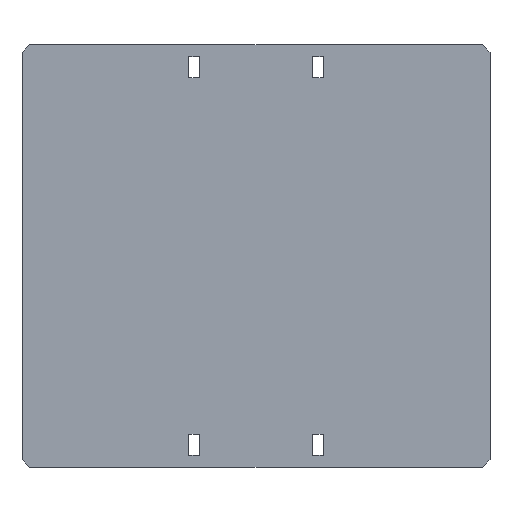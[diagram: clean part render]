
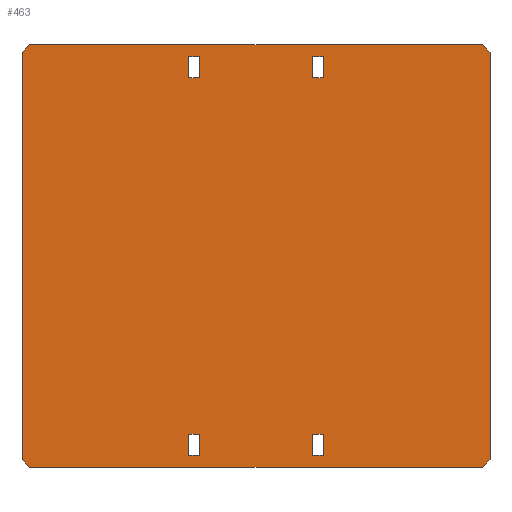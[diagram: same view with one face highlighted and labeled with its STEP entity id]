
A CAD part, top view. The second image highlights one B-rep face of the part: STEP entity #463.
In plain terms, the highlighted planar face has unit normal (0, 0, 1).
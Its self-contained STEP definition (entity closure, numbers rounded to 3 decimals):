
#9=DIRECTION('',(0.707,0.707,0.));
#10=VECTOR('',#9,7.071);
#11=CARTESIAN_POINT('',(518.402,270.427,0.));
#12=LINE('',#11,#10);
#13=DIRECTION('',(0.707,-0.707,0.));
#14=VECTOR('',#13,7.071);
#15=CARTESIAN_POINT('',(213.402,275.427,0.));
#16=LINE('',#15,#14);
#17=DIRECTION('',(-0.707,-0.707,0.));
#18=VECTOR('',#17,7.071);
#19=CARTESIAN_POINT('',(218.402,550.427,0.));
#20=LINE('',#19,#18);
#21=DIRECTION('',(-0.707,0.707,0.));
#22=VECTOR('',#21,7.071);
#23=CARTESIAN_POINT('',(523.402,545.427,0.));
#24=LINE('',#23,#22);
#25=DIRECTION('',(1.,0.,0.));
#26=VECTOR('',#25,7.);
#27=CARTESIAN_POINT('',(323.902,542.427,0.));
#28=LINE('',#27,#26);
#29=DIRECTION('',(0.,1.,0.));
#30=VECTOR('',#29,14.);
#31=CARTESIAN_POINT('',(323.902,528.427,0.));
#32=LINE('',#31,#30);
#33=DIRECTION('',(-1.,0.,0.));
#34=VECTOR('',#33,7.);
#35=CARTESIAN_POINT('',(330.902,528.427,0.));
#36=LINE('',#35,#34);
#37=DIRECTION('',(0.,-1.,0.));
#38=VECTOR('',#37,14.);
#39=CARTESIAN_POINT('',(330.902,542.427,0.));
#40=LINE('',#39,#38);
#41=DIRECTION('',(1.,0.,0.));
#42=VECTOR('',#41,7.);
#43=CARTESIAN_POINT('',(405.902,542.427,0.));
#44=LINE('',#43,#42);
#45=DIRECTION('',(0.,1.,0.));
#46=VECTOR('',#45,14.);
#47=CARTESIAN_POINT('',(405.902,528.427,0.));
#48=LINE('',#47,#46);
#49=DIRECTION('',(-1.,0.,0.));
#50=VECTOR('',#49,7.);
#51=CARTESIAN_POINT('',(412.902,528.427,0.));
#52=LINE('',#51,#50);
#53=DIRECTION('',(0.,-1.,0.));
#54=VECTOR('',#53,14.);
#55=CARTESIAN_POINT('',(412.902,542.427,0.));
#56=LINE('',#55,#54);
#57=DIRECTION('',(1.,0.,0.));
#58=VECTOR('',#57,7.);
#59=CARTESIAN_POINT('',(323.902,292.427,0.));
#60=LINE('',#59,#58);
#61=DIRECTION('',(0.,1.,0.));
#62=VECTOR('',#61,14.);
#63=CARTESIAN_POINT('',(323.902,278.427,0.));
#64=LINE('',#63,#62);
#65=DIRECTION('',(-1.,0.,0.));
#66=VECTOR('',#65,7.);
#67=CARTESIAN_POINT('',(330.902,278.427,0.));
#68=LINE('',#67,#66);
#69=DIRECTION('',(0.,-1.,0.));
#70=VECTOR('',#69,14.);
#71=CARTESIAN_POINT('',(330.902,292.427,0.));
#72=LINE('',#71,#70);
#73=DIRECTION('',(1.,0.,0.));
#74=VECTOR('',#73,7.);
#75=CARTESIAN_POINT('',(405.902,292.427,0.));
#76=LINE('',#75,#74);
#77=DIRECTION('',(0.,1.,0.));
#78=VECTOR('',#77,14.);
#79=CARTESIAN_POINT('',(405.902,278.427,0.));
#80=LINE('',#79,#78);
#81=DIRECTION('',(-1.,0.,0.));
#82=VECTOR('',#81,7.);
#83=CARTESIAN_POINT('',(412.902,278.427,0.));
#84=LINE('',#83,#82);
#85=DIRECTION('',(0.,-1.,0.));
#86=VECTOR('',#85,14.);
#87=CARTESIAN_POINT('',(412.902,292.427,0.));
#88=LINE('',#87,#86);
#93=DIRECTION('',(0.,-1.,0.));
#94=VECTOR('',#93,270.);
#95=CARTESIAN_POINT('',(523.402,545.427,0.));
#96=LINE('',#95,#94);
#105=DIRECTION('',(1.,0.,0.));
#106=VECTOR('',#105,300.);
#107=CARTESIAN_POINT('',(218.402,550.427,0.));
#108=LINE('',#107,#106);
#117=DIRECTION('',(0.,1.,0.));
#118=VECTOR('',#117,270.);
#119=CARTESIAN_POINT('',(213.402,275.427,0.));
#120=LINE('',#119,#118);
#129=DIRECTION('',(-1.,0.,0.));
#130=VECTOR('',#129,300.);
#131=CARTESIAN_POINT('',(518.402,270.427,0.));
#132=LINE('',#131,#130);
#289=CARTESIAN_POINT('',(405.902,278.427,0.));
#291=VERTEX_POINT('',#289);
#293=CARTESIAN_POINT('',(330.902,278.427,0.));
#295=VERTEX_POINT('',#293);
#297=CARTESIAN_POINT('',(330.902,292.427,0.));
#299=VERTEX_POINT('',#297);
#301=CARTESIAN_POINT('',(323.902,292.427,0.));
#303=VERTEX_POINT('',#301);
#305=CARTESIAN_POINT('',(323.902,278.427,0.));
#307=VERTEX_POINT('',#305);
#309=CARTESIAN_POINT('',(405.902,542.427,0.));
#311=VERTEX_POINT('',#309);
#313=CARTESIAN_POINT('',(412.902,542.427,0.));
#315=VERTEX_POINT('',#313);
#317=CARTESIAN_POINT('',(405.902,528.427,0.));
#319=VERTEX_POINT('',#317);
#321=CARTESIAN_POINT('',(405.902,292.427,0.));
#323=VERTEX_POINT('',#321);
#325=CARTESIAN_POINT('',(412.902,528.427,0.));
#327=VERTEX_POINT('',#325);
#329=CARTESIAN_POINT('',(412.902,278.427,0.));
#331=VERTEX_POINT('',#329);
#333=CARTESIAN_POINT('',(330.902,542.427,0.));
#335=VERTEX_POINT('',#333);
#337=CARTESIAN_POINT('',(323.902,542.427,0.));
#339=VERTEX_POINT('',#337);
#341=CARTESIAN_POINT('',(412.902,292.427,0.));
#343=VERTEX_POINT('',#341);
#345=CARTESIAN_POINT('',(330.902,528.427,0.));
#347=VERTEX_POINT('',#345);
#349=CARTESIAN_POINT('',(323.902,528.427,0.));
#351=VERTEX_POINT('',#349);
#353=CARTESIAN_POINT('',(523.402,275.427,0.));
#355=VERTEX_POINT('',#353);
#359=CARTESIAN_POINT('',(518.402,270.427,0.));
#360=VERTEX_POINT('',#359);
#365=CARTESIAN_POINT('',(523.402,545.427,0.));
#366=VERTEX_POINT('',#365);
#367=CARTESIAN_POINT('',(518.402,550.427,0.));
#368=VERTEX_POINT('',#367);
#369=CARTESIAN_POINT('',(213.402,275.427,0.));
#370=CARTESIAN_POINT('',(218.402,270.427,0.));
#371=VERTEX_POINT('',#369);
#372=VERTEX_POINT('',#370);
#377=CARTESIAN_POINT('',(213.402,545.427,0.));
#378=VERTEX_POINT('',#377);
#381=CARTESIAN_POINT('',(218.402,550.427,0.));
#382=VERTEX_POINT('',#381);
#401=CARTESIAN_POINT('',(368.402,200.427,0.));
#402=DIRECTION('',(0.,0.,1.));
#403=DIRECTION('',(1.,0.,0.));
#404=AXIS2_PLACEMENT_3D('',#401,#402,#403);
#405=PLANE('',#404);
#407=ORIENTED_EDGE('',*,*,#406,.F.);
#409=ORIENTED_EDGE('',*,*,#408,.T.);
#411=ORIENTED_EDGE('',*,*,#410,.F.);
#413=ORIENTED_EDGE('',*,*,#412,.T.);
#415=ORIENTED_EDGE('',*,*,#414,.F.);
#417=ORIENTED_EDGE('',*,*,#416,.T.);
#419=ORIENTED_EDGE('',*,*,#418,.F.);
#421=ORIENTED_EDGE('',*,*,#420,.T.);
#422=EDGE_LOOP('',(#407,#409,#411,#413,#415,#417,#419,#421));
#423=FACE_OUTER_BOUND('',#422,.F.);
#425=ORIENTED_EDGE('',*,*,#424,.F.);
#427=ORIENTED_EDGE('',*,*,#426,.F.);
#429=ORIENTED_EDGE('',*,*,#428,.F.);
#431=ORIENTED_EDGE('',*,*,#430,.F.);
#432=EDGE_LOOP('',(#425,#427,#429,#431));
#433=FACE_BOUND('',#432,.F.);
#435=ORIENTED_EDGE('',*,*,#434,.F.);
#437=ORIENTED_EDGE('',*,*,#436,.F.);
#439=ORIENTED_EDGE('',*,*,#438,.F.);
#441=ORIENTED_EDGE('',*,*,#440,.F.);
#442=EDGE_LOOP('',(#435,#437,#439,#441));
#443=FACE_BOUND('',#442,.F.);
#445=ORIENTED_EDGE('',*,*,#444,.F.);
#447=ORIENTED_EDGE('',*,*,#446,.F.);
#449=ORIENTED_EDGE('',*,*,#448,.F.);
#451=ORIENTED_EDGE('',*,*,#450,.F.);
#452=EDGE_LOOP('',(#445,#447,#449,#451));
#453=FACE_BOUND('',#452,.F.);
#455=ORIENTED_EDGE('',*,*,#454,.F.);
#456=ORIENTED_EDGE('',*,*,#390,.F.);
#458=ORIENTED_EDGE('',*,*,#457,.F.);
#460=ORIENTED_EDGE('',*,*,#459,.F.);
#461=EDGE_LOOP('',(#455,#456,#458,#460));
#462=FACE_BOUND('',#461,.F.);
#463=ADVANCED_FACE('',(#423,#433,#443,#453,#462),#405,.T.);
#390=EDGE_CURVE('',#291,#323,#80,.T.);
#406=EDGE_CURVE('',#360,#355,#12,.T.);
#408=EDGE_CURVE('',#360,#372,#132,.T.);
#410=EDGE_CURVE('',#371,#372,#16,.T.);
#412=EDGE_CURVE('',#371,#378,#120,.T.);
#414=EDGE_CURVE('',#382,#378,#20,.T.);
#416=EDGE_CURVE('',#382,#368,#108,.T.);
#418=EDGE_CURVE('',#366,#368,#24,.T.);
#420=EDGE_CURVE('',#366,#355,#96,.T.);
#424=EDGE_CURVE('',#339,#335,#28,.T.);
#426=EDGE_CURVE('',#351,#339,#32,.T.);
#428=EDGE_CURVE('',#347,#351,#36,.T.);
#430=EDGE_CURVE('',#335,#347,#40,.T.);
#434=EDGE_CURVE('',#311,#315,#44,.T.);
#436=EDGE_CURVE('',#319,#311,#48,.T.);
#438=EDGE_CURVE('',#327,#319,#52,.T.);
#440=EDGE_CURVE('',#315,#327,#56,.T.);
#444=EDGE_CURVE('',#303,#299,#60,.T.);
#446=EDGE_CURVE('',#307,#303,#64,.T.);
#448=EDGE_CURVE('',#295,#307,#68,.T.);
#450=EDGE_CURVE('',#299,#295,#72,.T.);
#454=EDGE_CURVE('',#323,#343,#76,.T.);
#457=EDGE_CURVE('',#331,#291,#84,.T.);
#459=EDGE_CURVE('',#343,#331,#88,.T.);
